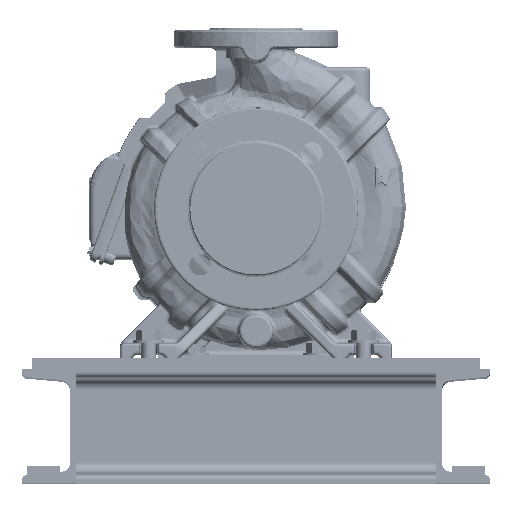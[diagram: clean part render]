
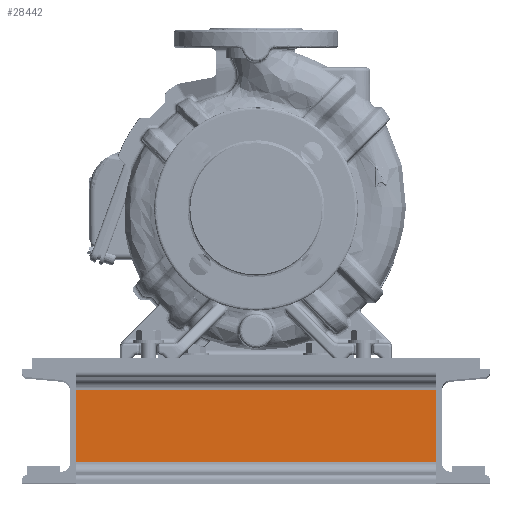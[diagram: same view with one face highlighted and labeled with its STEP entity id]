
A CAD part, top view. The second image highlights one B-rep face of the part: STEP entity #28442.
In plain terms, the highlighted face is planar.
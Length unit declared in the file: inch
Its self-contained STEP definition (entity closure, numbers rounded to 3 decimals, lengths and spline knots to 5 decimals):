
#2536 = ORIENTED_EDGE ( 'NONE', *, *, #17954, .T. ) ;
#2921 = VERTEX_POINT ( 'NONE', #23015 ) ;
#8189 = PLANE ( 'NONE',  #268769 ) ;
#9611 = DIRECTION ( 'NONE',  ( 0., -1., 0. ) ) ;
#15660 = VERTEX_POINT ( 'NONE', #179816 ) ;
#17954 = EDGE_CURVE ( 'NONE', #15660, #2921, #25571, .T. ) ;
#23015 = CARTESIAN_POINT ( 'NONE',  ( 0.20866, 1.26264, 6.25 ) ) ;
#23549 = VECTOR ( 'NONE', #9611, 39.37008 ) ;
#25571 = LINE ( 'NONE', #126159, #325973 ) ;
#28442 = ADVANCED_FACE ( 'NONE', ( #36071 ), #8189, .F. ) ;
#34378 = VECTOR ( 'NONE', #102030, 39.37008 ) ;
#36071 = FACE_OUTER_BOUND ( 'NONE', #116902, .T. ) ;
#57577 = DIRECTION ( 'NONE',  ( -1., 0., 0. ) ) ;
#61053 = EDGE_CURVE ( 'NONE', #15660, #156896, #151490, .T. ) ;
#89734 = LINE ( 'NONE', #262808, #148008 ) ;
#94601 = EDGE_CURVE ( 'NONE', #2921, #312892, #110131, .T. ) ;
#98156 = ORIENTED_EDGE ( 'NONE', *, *, #61053, .F. ) ;
#102030 = DIRECTION ( 'NONE',  ( 0., -1., 0. ) ) ;
#110131 = LINE ( 'NONE', #230490, #23549 ) ;
#116902 = EDGE_LOOP ( 'NONE', ( #2536, #247503, #285580, #98156 ) ) ;
#126159 = CARTESIAN_POINT ( 'NONE',  ( 0.20866, 1.26264, -6.25 ) ) ;
#136667 = CARTESIAN_POINT ( 'NONE',  ( 0.20866, 1.26264, -6.25 ) ) ;
#148008 = VECTOR ( 'NONE', #195091, 39.37008 ) ;
#151490 = LINE ( 'NONE', #252037, #34378 ) ;
#156896 = VERTEX_POINT ( 'NONE', #309013 ) ;
#158166 = DIRECTION ( 'NONE',  ( 0., 0., 1. ) ) ;
#179816 = CARTESIAN_POINT ( 'NONE',  ( 0.20866, 1.26264, -6.25 ) ) ;
#195091 = DIRECTION ( 'NONE',  ( 0., 0., 1. ) ) ;
#226627 = DIRECTION ( 'NONE',  ( 0., 0., 1. ) ) ;
#230490 = CARTESIAN_POINT ( 'NONE',  ( 0.20866, 1.26264, 6.25 ) ) ;
#247503 = ORIENTED_EDGE ( 'NONE', *, *, #94601, .T. ) ;
#252037 = CARTESIAN_POINT ( 'NONE',  ( 0.20866, 1.26264, -6.25 ) ) ;
#262808 = CARTESIAN_POINT ( 'NONE',  ( 0.20866, -1.26264, -6.25 ) ) ;
#268769 = AXIS2_PLACEMENT_3D ( 'NONE', #136667, #57577, #158166 ) ;
#285580 = ORIENTED_EDGE ( 'NONE', *, *, #290766, .F. ) ;
#286734 = CARTESIAN_POINT ( 'NONE',  ( 0.20866, -1.26264, 6.25 ) ) ;
#290766 = EDGE_CURVE ( 'NONE', #156896, #312892, #89734, .T. ) ;
#309013 = CARTESIAN_POINT ( 'NONE',  ( 0.20866, -1.26264, -6.25 ) ) ;
#312892 = VERTEX_POINT ( 'NONE', #286734 ) ;
#325973 = VECTOR ( 'NONE', #226627, 39.37008 ) ;
